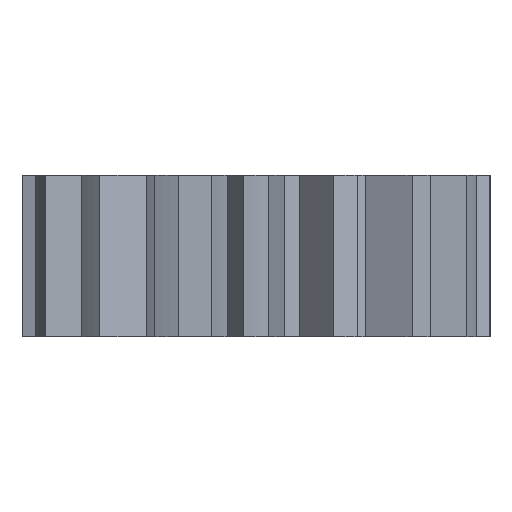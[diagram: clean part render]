
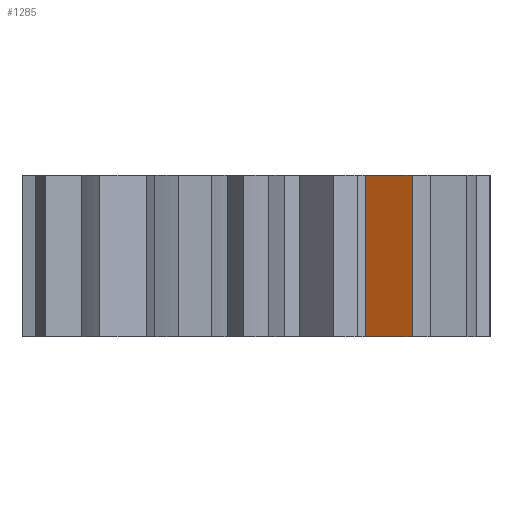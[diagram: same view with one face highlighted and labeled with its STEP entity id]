
A CAD part, front view. The second image highlights one B-rep face of the part: STEP entity #1285.
In plain terms, the highlighted planar face has unit normal (-0.459, -0.888, 0).
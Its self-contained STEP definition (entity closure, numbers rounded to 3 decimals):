
#29=PLANE('',#1400);
#77=FACE_OUTER_BOUND('',#144,.T.);
#144=EDGE_LOOP('',(#940,#941,#942,#943));
#237=LINE('',#2035,#366);
#238=LINE('',#2038,#367);
#239=LINE('',#2040,#368);
#240=LINE('',#2041,#369);
#366=VECTOR('',#1639,10.);
#367=VECTOR('',#1642,10.);
#368=VECTOR('',#1643,10.);
#369=VECTOR('',#1644,10.);
#563=VERTEX_POINT('',#2031);
#564=VERTEX_POINT('',#2033);
#565=VERTEX_POINT('',#2037);
#566=VERTEX_POINT('',#2039);
#719=EDGE_CURVE('',#563,#564,#237,.T.);
#720=EDGE_CURVE('',#565,#563,#238,.T.);
#721=EDGE_CURVE('',#566,#564,#239,.T.);
#722=EDGE_CURVE('',#565,#566,#240,.T.);
#940=ORIENTED_EDGE('',*,*,#720,.T.);
#941=ORIENTED_EDGE('',*,*,#719,.T.);
#942=ORIENTED_EDGE('',*,*,#721,.F.);
#943=ORIENTED_EDGE('',*,*,#722,.F.);
#1285=ADVANCED_FACE('',(#77),#29,.T.);
#1400=AXIS2_PLACEMENT_3D('',#2036,#1640,#1641);
#1639=DIRECTION('',(0.,0.,1.));
#1640=DIRECTION('center_axis',(-0.459,-0.888,0.));
#1641=DIRECTION('ref_axis',(0.888,-0.459,0.));
#1642=DIRECTION('',(0.888,-0.459,0.));
#1643=DIRECTION('',(0.888,-0.459,0.));
#1644=DIRECTION('',(0.,0.,1.));
#2031=CARTESIAN_POINT('',(9.672,-10.802,0.));
#2033=CARTESIAN_POINT('',(9.672,-10.802,10.));
#2035=CARTESIAN_POINT('',(9.672,-10.802,0.));
#2036=CARTESIAN_POINT('Origin',(6.762,-9.299,0.));
#2037=CARTESIAN_POINT('',(6.762,-9.299,0.));
#2038=CARTESIAN_POINT('',(6.391,-9.107,0.));
#2039=CARTESIAN_POINT('',(6.762,-9.299,10.));
#2040=CARTESIAN_POINT('',(6.391,-9.107,10.));
#2041=CARTESIAN_POINT('',(6.762,-9.299,0.));
